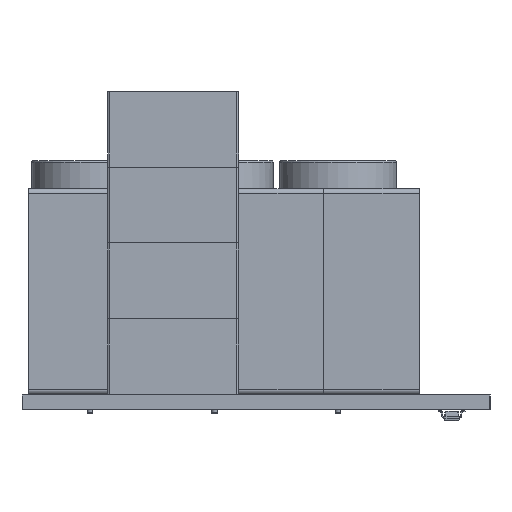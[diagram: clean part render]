
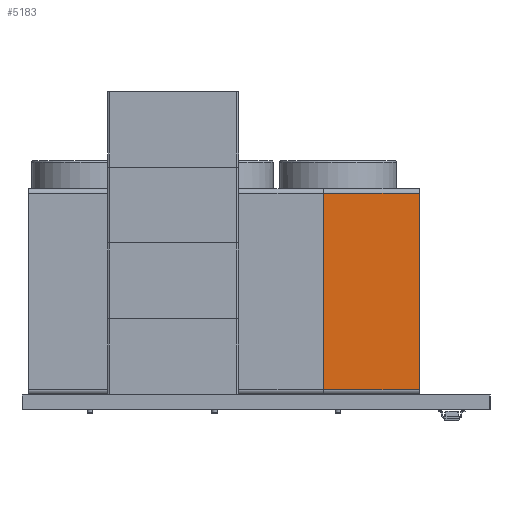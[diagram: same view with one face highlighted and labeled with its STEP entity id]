
A CAD part, left-side view. The second image highlights one B-rep face of the part: STEP entity #5183.
In plain terms, the highlighted planar face has unit normal (-1, 0, 0).
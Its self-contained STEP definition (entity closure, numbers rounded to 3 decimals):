
#2612 = VERTEX_POINT('',#2613);
#2613 = CARTESIAN_POINT('',(-16.,-0.25,21.5));
#2637 = EDGE_CURVE('',#2612,#2638,#2640,.T.);
#2638 = VERTEX_POINT('',#2639);
#2639 = CARTESIAN_POINT('',(-16.,-0.25,0.5));
#2640 = LINE('',#2641,#2642);
#2641 = CARTESIAN_POINT('',(-16.,-0.25,21.5));
#2642 = VECTOR('',#2643,1.);
#2643 = DIRECTION('',(0.,0.,-1.));
#5163 = VERTEX_POINT('',#5164);
#5164 = CARTESIAN_POINT('',(-16.,-10.5,21.5));
#5173 = EDGE_CURVE('',#2612,#5163,#5174,.T.);
#5174 = LINE('',#5175,#5176);
#5175 = CARTESIAN_POINT('',(-16.,-0.25,21.5));
#5176 = VECTOR('',#5177,1.);
#5177 = DIRECTION('',(0.,-1.,0.));
#5183 = ADVANCED_FACE('',(#5184),#5202,.T.);
#5184 = FACE_BOUND('',#5185,.F.);
#5185 = EDGE_LOOP('',(#5186,#5194,#5195,#5196));
#5186 = ORIENTED_EDGE('',*,*,#5187,.T.);
#5187 = EDGE_CURVE('',#5188,#2638,#5190,.T.);
#5188 = VERTEX_POINT('',#5189);
#5189 = CARTESIAN_POINT('',(-16.,-10.5,0.5));
#5190 = LINE('',#5191,#5192);
#5191 = CARTESIAN_POINT('',(-16.,-10.5,0.5));
#5192 = VECTOR('',#5193,1.);
#5193 = DIRECTION('',(0.,1.,0.));
#5194 = ORIENTED_EDGE('',*,*,#2637,.F.);
#5195 = ORIENTED_EDGE('',*,*,#5173,.T.);
#5196 = ORIENTED_EDGE('',*,*,#5197,.F.);
#5197 = EDGE_CURVE('',#5188,#5163,#5198,.T.);
#5198 = LINE('',#5199,#5200);
#5199 = CARTESIAN_POINT('',(-16.,-10.5,0.5));
#5200 = VECTOR('',#5201,1.);
#5201 = DIRECTION('',(0.,0.,1.));
#5202 = PLANE('',#5203);
#5203 = AXIS2_PLACEMENT_3D('',#5204,#5205,#5206);
#5204 = CARTESIAN_POINT('',(-16.,-10.5,0.));
#5205 = DIRECTION('',(-1.,0.,0.));
#5206 = DIRECTION('',(0.,0.,1.));
